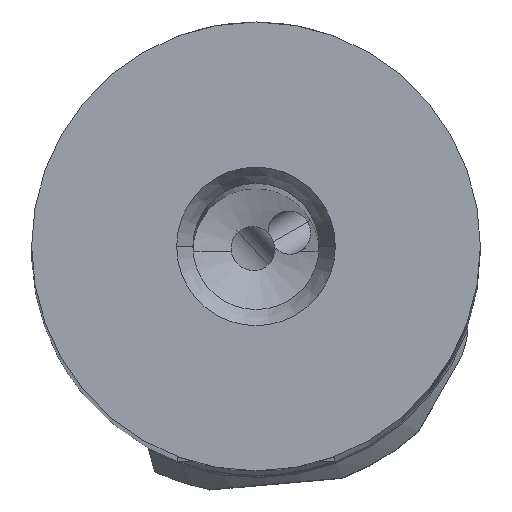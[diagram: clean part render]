
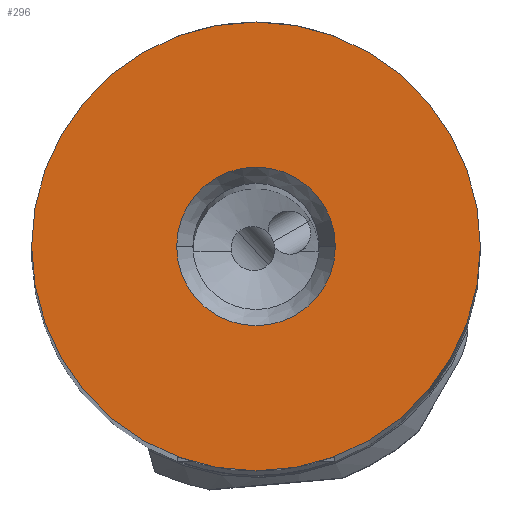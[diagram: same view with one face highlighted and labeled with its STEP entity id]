
A CAD part, top view. The second image highlights one B-rep face of the part: STEP entity #296.
In plain terms, the highlighted planar face has unit normal (0, 0, 1).
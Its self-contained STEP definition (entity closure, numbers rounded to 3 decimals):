
#86=FACE_BOUND('',#593,.T.);
#87=FACE_BOUND('',#594,.T.);
#142=PLANE('',#2433);
#296=ADVANCED_FACE('',(#86,#87),#142,.T.);
#593=EDGE_LOOP('',(#1401,#1402));
#594=EDGE_LOOP('',(#1403,#1404));
#1401=ORIENTED_EDGE('',*,*,#2083,.F.);
#1402=ORIENTED_EDGE('',*,*,#2077,.F.);
#1403=ORIENTED_EDGE('',*,*,#2089,.F.);
#1404=ORIENTED_EDGE('',*,*,#2090,.F.);
#1788=VERTEX_POINT('',#4404);
#1789=VERTEX_POINT('',#4406);
#1798=VERTEX_POINT('',#4433);
#1799=VERTEX_POINT('',#4434);
#2077=EDGE_CURVE('',#1788,#1789,#2221,.T.);
#2083=EDGE_CURVE('',#1789,#1788,#2222,.T.);
#2089=EDGE_CURVE('',#1798,#1799,#2223,.T.);
#2090=EDGE_CURVE('',#1799,#1798,#2224,.T.);
#2221=CIRCLE('',#2422,16.);
#2222=CIRCLE('',#2426,16.);
#2223=CIRCLE('',#2431,5.655);
#2224=CIRCLE('',#2432,5.655);
#2422=AXIS2_PLACEMENT_3D('',#4405,#2929,#2930);
#2426=AXIS2_PLACEMENT_3D('',#4417,#2940,#2941);
#2431=AXIS2_PLACEMENT_3D('',#4432,#2952,#2953);
#2432=AXIS2_PLACEMENT_3D('',#4435,#2954,#2955);
#2433=AXIS2_PLACEMENT_3D('',#4436,#2956,#2957);
#2929=DIRECTION('',(0.,0.,-1.));
#2930=DIRECTION('',(1.,0.,0.));
#2940=DIRECTION('',(0.,0.,-1.));
#2941=DIRECTION('',(-1.,0.,0.));
#2952=DIRECTION('',(0.,0.,1.));
#2953=DIRECTION('',(1.,0.,0.));
#2954=DIRECTION('',(0.,0.,1.));
#2955=DIRECTION('',(-1.,0.,0.));
#2956=DIRECTION('',(0.,0.,1.));
#2957=DIRECTION('',(1.,0.,0.));
#4404=CARTESIAN_POINT('',(16.,0.,0.));
#4405=CARTESIAN_POINT('',(0.,0.,0.));
#4406=CARTESIAN_POINT('',(-16.,0.,0.));
#4417=CARTESIAN_POINT('',(0.,0.,0.));
#4432=CARTESIAN_POINT('',(0.,0.,0.));
#4433=CARTESIAN_POINT('',(5.655,0.,0.));
#4434=CARTESIAN_POINT('',(-5.655,0.,0.));
#4435=CARTESIAN_POINT('',(0.,0.,0.));
#4436=CARTESIAN_POINT('',(0.,0.,0.));
